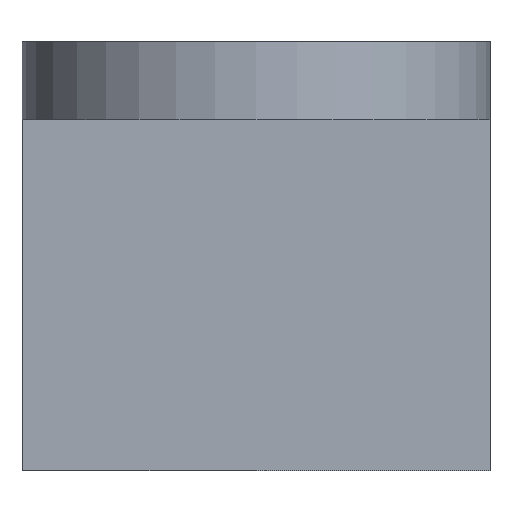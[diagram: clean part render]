
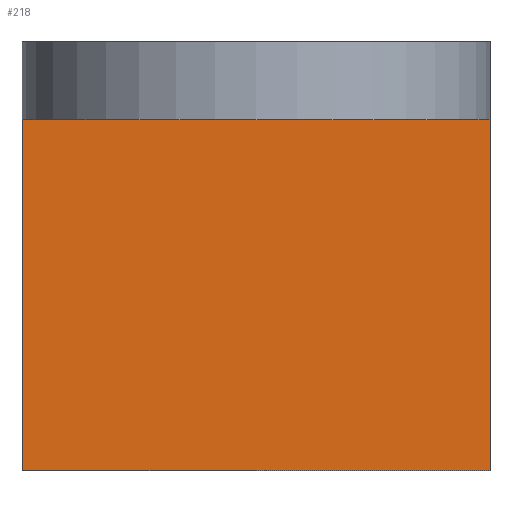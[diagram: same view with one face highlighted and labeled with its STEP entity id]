
A CAD part, left-side view. The second image highlights one B-rep face of the part: STEP entity #218.
In plain terms, the highlighted planar face has unit normal (-1, 0, 0).
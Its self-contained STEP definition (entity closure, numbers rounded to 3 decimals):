
#17=FACE_OUTER_BOUND($,#80,.T.);
#36=LINE($,#337,#52);
#40=LINE($,#348,#56);
#41=LINE($,#349,#57);
#42=LINE($,#350,#58);
#52=VECTOR($,#268,12.);
#56=VECTOR($,#278,12.);
#57=VECTOR($,#279,9.);
#58=VECTOR($,#280,9.);
#80=EDGE_LOOP($,(#166,#167,#168,#169));
#114=VERTEX_POINT($,#334);
#115=VERTEX_POINT($,#336);
#118=VERTEX_POINT($,#346);
#119=VERTEX_POINT($,#347);
#134=EDGE_CURVE($,#115,#114,#36,.T.);
#139=EDGE_CURVE($,#118,#119,#40,.T.);
#140=EDGE_CURVE($,#115,#118,#41,.T.);
#141=EDGE_CURVE($,#119,#114,#42,.T.);
#166=ORIENTED_EDGE($,*,*,#139,.F.);
#167=ORIENTED_EDGE($,*,*,#140,.F.);
#168=ORIENTED_EDGE($,*,*,#134,.T.);
#169=ORIENTED_EDGE($,*,*,#141,.F.);
#210=PLANE($,#239);
#218=ADVANCED_FACE($,(#17),#210,.F.);
#239=AXIS2_PLACEMENT_3D($,#345,#276,#277);
#268=DIRECTION($,(0.,1.,0.));
#276=DIRECTION('center_axis',(1.,0.,0.));
#277=DIRECTION('ref_axis',(0.,1.,0.));
#278=DIRECTION($,(0.,1.,0.));
#279=DIRECTION($,(0.,0.,-1.));
#280=DIRECTION($,(0.,0.,1.));
#334=CARTESIAN_POINT('',(12.,12.,9.));
#336=CARTESIAN_POINT('',(12.,0.,9.));
#337=CARTESIAN_POINT($,(12.,12.,9.));
#345=CARTESIAN_POINT('Origin',(12.,0.,0.));
#346=CARTESIAN_POINT('',(12.,0.,0.));
#347=CARTESIAN_POINT('',(12.,12.,0.));
#348=CARTESIAN_POINT($,(12.,3.,0.));
#349=CARTESIAN_POINT($,(12.,0.,0.));
#350=CARTESIAN_POINT($,(12.,12.,0.));
